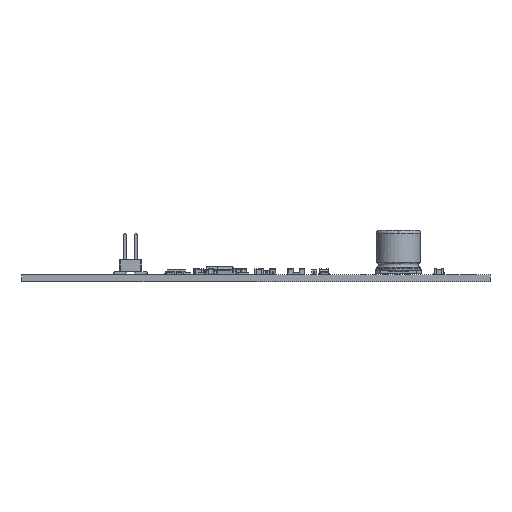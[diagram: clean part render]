
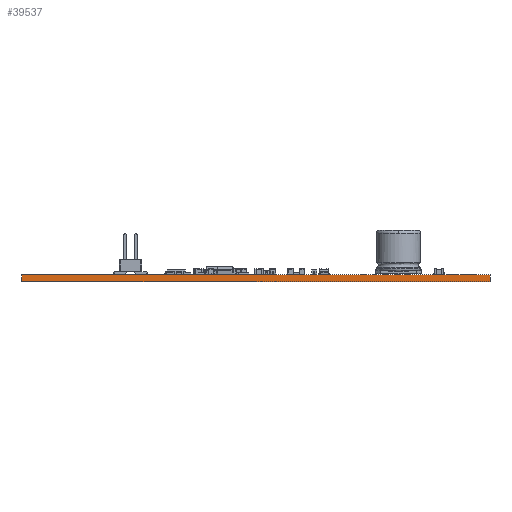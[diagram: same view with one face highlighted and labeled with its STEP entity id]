
A CAD part, front view. The second image highlights one B-rep face of the part: STEP entity #39537.
In plain terms, the highlighted planar face has unit normal (0, -1, 0).
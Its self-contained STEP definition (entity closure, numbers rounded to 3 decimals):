
#39537 = ADVANCED_FACE('',(#39538),#39552,.T.);
#39538 = FACE_BOUND('',#39539,.T.);
#39539 = EDGE_LOOP('',(#39540,#39575,#39603,#39631));
#39540 = ORIENTED_EDGE('',*,*,#39541,.T.);
#39541 = EDGE_CURVE('',#39542,#39544,#39546,.T.);
#39542 = VERTEX_POINT('',#39543);
#39543 = CARTESIAN_POINT('',(158.76,-174.33,0.));
#39544 = VERTEX_POINT('',#39545);
#39545 = CARTESIAN_POINT('',(158.76,-174.33,1.58));
#39546 = SURFACE_CURVE('',#39547,(#39551,#39563),.PCURVE_S1.);
#39547 = LINE('',#39548,#39549);
#39548 = CARTESIAN_POINT('',(158.76,-174.33,0.));
#39549 = VECTOR('',#39550,1.);
#39550 = DIRECTION('',(0.,0.,1.));
#39551 = PCURVE('',#39552,#39557);
#39552 = PLANE('',#39553);
#39553 = AXIS2_PLACEMENT_3D('',#39554,#39555,#39556);
#39554 = CARTESIAN_POINT('',(158.76,-174.33,0.));
#39555 = DIRECTION('',(0.,-1.,0.));
#39556 = DIRECTION('',(-1.,0.,0.));
#39557 = DEFINITIONAL_REPRESENTATION('',(#39558),#39562);
#39558 = LINE('',#39559,#39560);
#39559 = CARTESIAN_POINT('',(0.,-0.));
#39560 = VECTOR('',#39561,1.);
#39561 = DIRECTION('',(0.,-1.));
#39562 = ( GEOMETRIC_REPRESENTATION_CONTEXT(2) 
PARAMETRIC_REPRESENTATION_CONTEXT() REPRESENTATION_CONTEXT('2D SPACE',''
  ) );
#39563 = PCURVE('',#39564,#39569);
#39564 = PLANE('',#39565);
#39565 = AXIS2_PLACEMENT_3D('',#39566,#39567,#39568);
#39566 = CARTESIAN_POINT('',(158.76,-27.2,0.));
#39567 = DIRECTION('',(1.,0.,-0.));
#39568 = DIRECTION('',(0.,-1.,0.));
#39569 = DEFINITIONAL_REPRESENTATION('',(#39570),#39574);
#39570 = LINE('',#39571,#39572);
#39571 = CARTESIAN_POINT('',(147.13,0.));
#39572 = VECTOR('',#39573,1.);
#39573 = DIRECTION('',(0.,-1.));
#39574 = ( GEOMETRIC_REPRESENTATION_CONTEXT(2) 
PARAMETRIC_REPRESENTATION_CONTEXT() REPRESENTATION_CONTEXT('2D SPACE',''
  ) );
#39575 = ORIENTED_EDGE('',*,*,#39576,.T.);
#39576 = EDGE_CURVE('',#39544,#39577,#39579,.T.);
#39577 = VERTEX_POINT('',#39578);
#39578 = CARTESIAN_POINT('',(52.798,-174.33,1.58));
#39579 = SURFACE_CURVE('',#39580,(#39584,#39591),.PCURVE_S1.);
#39580 = LINE('',#39581,#39582);
#39581 = CARTESIAN_POINT('',(158.76,-174.33,1.58));
#39582 = VECTOR('',#39583,1.);
#39583 = DIRECTION('',(-1.,0.,0.));
#39584 = PCURVE('',#39552,#39585);
#39585 = DEFINITIONAL_REPRESENTATION('',(#39586),#39590);
#39586 = LINE('',#39587,#39588);
#39587 = CARTESIAN_POINT('',(0.,-1.58));
#39588 = VECTOR('',#39589,1.);
#39589 = DIRECTION('',(1.,0.));
#39590 = ( GEOMETRIC_REPRESENTATION_CONTEXT(2) 
PARAMETRIC_REPRESENTATION_CONTEXT() REPRESENTATION_CONTEXT('2D SPACE',''
  ) );
#39591 = PCURVE('',#39592,#39597);
#39592 = PLANE('',#39593);
#39593 = AXIS2_PLACEMENT_3D('',#39594,#39595,#39596);
#39594 = CARTESIAN_POINT('',(105.779,-100.765,1.58));
#39595 = DIRECTION('',(-0.,-0.,-1.));
#39596 = DIRECTION('',(-1.,0.,0.));
#39597 = DEFINITIONAL_REPRESENTATION('',(#39598),#39602);
#39598 = LINE('',#39599,#39600);
#39599 = CARTESIAN_POINT('',(-52.981,-73.565));
#39600 = VECTOR('',#39601,1.);
#39601 = DIRECTION('',(1.,0.));
#39602 = ( GEOMETRIC_REPRESENTATION_CONTEXT(2) 
PARAMETRIC_REPRESENTATION_CONTEXT() REPRESENTATION_CONTEXT('2D SPACE',''
  ) );
#39603 = ORIENTED_EDGE('',*,*,#39604,.F.);
#39604 = EDGE_CURVE('',#39605,#39577,#39607,.T.);
#39605 = VERTEX_POINT('',#39606);
#39606 = CARTESIAN_POINT('',(52.798,-174.33,0.));
#39607 = SURFACE_CURVE('',#39608,(#39612,#39619),.PCURVE_S1.);
#39608 = LINE('',#39609,#39610);
#39609 = CARTESIAN_POINT('',(52.798,-174.33,0.));
#39610 = VECTOR('',#39611,1.);
#39611 = DIRECTION('',(0.,0.,1.));
#39612 = PCURVE('',#39552,#39613);
#39613 = DEFINITIONAL_REPRESENTATION('',(#39614),#39618);
#39614 = LINE('',#39615,#39616);
#39615 = CARTESIAN_POINT('',(105.962,0.));
#39616 = VECTOR('',#39617,1.);
#39617 = DIRECTION('',(0.,-1.));
#39618 = ( GEOMETRIC_REPRESENTATION_CONTEXT(2) 
PARAMETRIC_REPRESENTATION_CONTEXT() REPRESENTATION_CONTEXT('2D SPACE',''
  ) );
#39619 = PCURVE('',#39620,#39625);
#39620 = PLANE('',#39621);
#39621 = AXIS2_PLACEMENT_3D('',#39622,#39623,#39624);
#39622 = CARTESIAN_POINT('',(52.798,-174.33,0.));
#39623 = DIRECTION('',(-1.,0.,0.));
#39624 = DIRECTION('',(0.,1.,0.));
#39625 = DEFINITIONAL_REPRESENTATION('',(#39626),#39630);
#39626 = LINE('',#39627,#39628);
#39627 = CARTESIAN_POINT('',(0.,0.));
#39628 = VECTOR('',#39629,1.);
#39629 = DIRECTION('',(0.,-1.));
#39630 = ( GEOMETRIC_REPRESENTATION_CONTEXT(2) 
PARAMETRIC_REPRESENTATION_CONTEXT() REPRESENTATION_CONTEXT('2D SPACE',''
  ) );
#39631 = ORIENTED_EDGE('',*,*,#39632,.F.);
#39632 = EDGE_CURVE('',#39542,#39605,#39633,.T.);
#39633 = SURFACE_CURVE('',#39634,(#39638,#39645),.PCURVE_S1.);
#39634 = LINE('',#39635,#39636);
#39635 = CARTESIAN_POINT('',(158.76,-174.33,0.));
#39636 = VECTOR('',#39637,1.);
#39637 = DIRECTION('',(-1.,0.,0.));
#39638 = PCURVE('',#39552,#39639);
#39639 = DEFINITIONAL_REPRESENTATION('',(#39640),#39644);
#39640 = LINE('',#39641,#39642);
#39641 = CARTESIAN_POINT('',(0.,-0.));
#39642 = VECTOR('',#39643,1.);
#39643 = DIRECTION('',(1.,0.));
#39644 = ( GEOMETRIC_REPRESENTATION_CONTEXT(2) 
PARAMETRIC_REPRESENTATION_CONTEXT() REPRESENTATION_CONTEXT('2D SPACE',''
  ) );
#39645 = PCURVE('',#39646,#39651);
#39646 = PLANE('',#39647);
#39647 = AXIS2_PLACEMENT_3D('',#39648,#39649,#39650);
#39648 = CARTESIAN_POINT('',(105.779,-100.765,0.));
#39649 = DIRECTION('',(-0.,-0.,-1.));
#39650 = DIRECTION('',(-1.,0.,0.));
#39651 = DEFINITIONAL_REPRESENTATION('',(#39652),#39656);
#39652 = LINE('',#39653,#39654);
#39653 = CARTESIAN_POINT('',(-52.981,-73.565));
#39654 = VECTOR('',#39655,1.);
#39655 = DIRECTION('',(1.,0.));
#39656 = ( GEOMETRIC_REPRESENTATION_CONTEXT(2) 
PARAMETRIC_REPRESENTATION_CONTEXT() REPRESENTATION_CONTEXT('2D SPACE',''
  ) );
